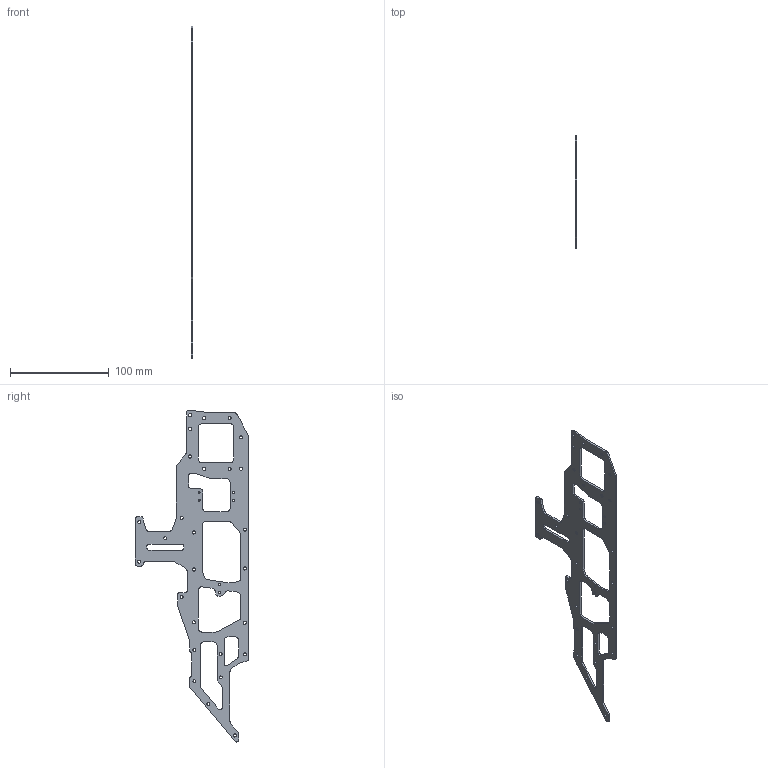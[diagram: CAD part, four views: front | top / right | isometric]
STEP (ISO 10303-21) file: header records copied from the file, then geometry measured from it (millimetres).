
FILE_DESCRIPTION (( 'STEP AP214' ), '1' );
FILE_NAME ('02-010-21 side plate Left.STEP', '2025-11-11T13:38:27', ( '' ), ( '' ), 'SwSTEP 2.0', 'SolidWorks 2020', '' );
FILE_SCHEMA (( 'AUTOMOTIVE_DESIGN' ));
Length unit declared in the file: millimetre
Products named in the file (1): 02-010-21 side plate Left
Bounding box: 2 x 115 x 336.7 mm (x, y, z)
Volume: 24584.1 mm3; surface area: 28893.6 mm2
Topology: 1 solids, 1 shells, 184 faces, 546 edges, 364 vertices
Faces by surface type: cylinder 108, plane 76
Full cylindrical faces by diameter (mm): 2.1 x6, 3.1 x25, 3.2 x1, 3.25 x1
Entity records: 6275 total; most frequent: DIRECTION 1099, CARTESIAN_POINT 1062, ORIENTED_EDGE 1026, EDGE_CURVE 513, AXIS2_PLACEMENT_3D 401, VERTEX_POINT 364, VECTOR 297, LINE 297
